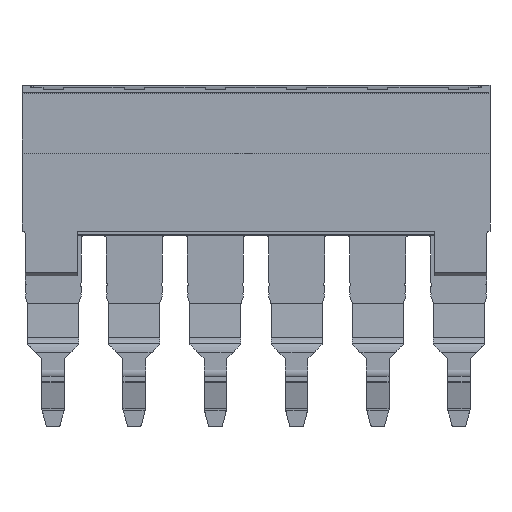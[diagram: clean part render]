
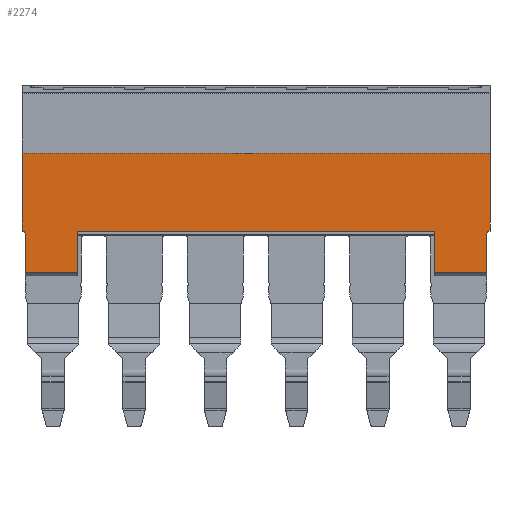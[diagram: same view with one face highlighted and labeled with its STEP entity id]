
A CAD part, front view. The second image highlights one B-rep face of the part: STEP entity #2274.
In plain terms, the highlighted planar face has unit normal (0, -1, 0).
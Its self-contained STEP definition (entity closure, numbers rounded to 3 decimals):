
#2188=AXIS2_PLACEMENT_3D('Plane Axis2P3D',#2185,#2186,#2187) ;
#2215=AXIS2_PLACEMENT_3D('Circle Axis2P3D',#2213,#2214,$) ;
#2241=AXIS2_PLACEMENT_3D('Circle Axis2P3D',#2239,#2240,$) ;
#1132=CARTESIAN_POINT('Vertex',(41.2,0.4,15.365)) ;
#1135=CARTESIAN_POINT('Line Origine',(41.2,0.4,17.454)) ;
#1139=CARTESIAN_POINT('Vertex',(41.2,0.4,19.544)) ;
#1286=CARTESIAN_POINT('Vertex',(5.5,0.4,19.544)) ;
#1289=CARTESIAN_POINT('Line Origine',(5.5,0.4,17.454)) ;
#1293=CARTESIAN_POINT('Vertex',(5.5,0.4,15.365)) ;
#1917=CARTESIAN_POINT('Line Origine',(23.35,0.4,19.544)) ;
#2170=CARTESIAN_POINT('Vertex',(46.4,0.4,15.365)) ;
#2173=CARTESIAN_POINT('Line Origine',(43.8,0.4,15.365)) ;
#2185=CARTESIAN_POINT('Axis2P3D Location',(3.1,0.4,27.315)) ;
#2190=CARTESIAN_POINT('Line Origine',(23.35,0.4,27.315)) ;
#2194=CARTESIAN_POINT('Vertex',(0.,0.4,27.315)) ;
#2196=CARTESIAN_POINT('Vertex',(46.7,0.4,27.315)) ;
#2199=CARTESIAN_POINT('Line Origine',(0.,0.4,23.429)) ;
#2203=CARTESIAN_POINT('Vertex',(0.,0.4,19.544)) ;
#2206=CARTESIAN_POINT('Line Origine',(0.05,0.4,19.544)) ;
#2210=CARTESIAN_POINT('Vertex',(0.1,0.4,19.544)) ;
#2213=CARTESIAN_POINT('Axis2P3D Location',(0.1,0.4,19.344)) ;
#2217=CARTESIAN_POINT('Vertex',(0.3,0.4,19.344)) ;
#2220=CARTESIAN_POINT('Line Origine',(0.3,0.4,17.354)) ;
#2224=CARTESIAN_POINT('Vertex',(0.3,0.4,15.365)) ;
#2227=CARTESIAN_POINT('Line Origine',(2.9,0.4,15.365)) ;
#2232=CARTESIAN_POINT('Line Origine',(46.4,0.4,17.354)) ;
#2236=CARTESIAN_POINT('Vertex',(46.4,0.4,19.344)) ;
#2239=CARTESIAN_POINT('Axis2P3D Location',(46.6,0.4,19.344)) ;
#2243=CARTESIAN_POINT('Vertex',(46.6,0.4,19.544)) ;
#2246=CARTESIAN_POINT('Line Origine',(46.65,0.4,19.544)) ;
#2250=CARTESIAN_POINT('Vertex',(46.7,0.4,19.544)) ;
#2253=CARTESIAN_POINT('Line Origine',(46.7,0.4,23.429)) ;
#1136=DIRECTION('Vector Direction',(0.,0.,1.)) ;
#1290=DIRECTION('Vector Direction',(0.,0.,1.)) ;
#1918=DIRECTION('Vector Direction',(1.,0.,0.)) ;
#2174=DIRECTION('Vector Direction',(1.,0.,0.)) ;
#2186=DIRECTION('Axis2P3D Direction',(0.,1.,0.)) ;
#2187=DIRECTION('Axis2P3D XDirection',(0.,0.,-1.)) ;
#2191=DIRECTION('Vector Direction',(1.,0.,0.)) ;
#2200=DIRECTION('Vector Direction',(0.,0.,-1.)) ;
#2207=DIRECTION('Vector Direction',(1.,0.,0.)) ;
#2214=DIRECTION('Axis2P3D Direction',(0.,1.,0.)) ;
#2221=DIRECTION('Vector Direction',(0.,0.,1.)) ;
#2228=DIRECTION('Vector Direction',(-1.,0.,0.)) ;
#2233=DIRECTION('Vector Direction',(0.,0.,1.)) ;
#2240=DIRECTION('Axis2P3D Direction',(0.,1.,0.)) ;
#2247=DIRECTION('Vector Direction',(-1.,0.,0.)) ;
#2254=DIRECTION('Vector Direction',(0.,0.,-1.)) ;
#1137=VECTOR('Line Direction',#1136,1.) ;
#1291=VECTOR('Line Direction',#1290,1.) ;
#1919=VECTOR('Line Direction',#1918,1.) ;
#2175=VECTOR('Line Direction',#2174,1.) ;
#2192=VECTOR('Line Direction',#2191,1.) ;
#2201=VECTOR('Line Direction',#2200,1.) ;
#2208=VECTOR('Line Direction',#2207,1.) ;
#2222=VECTOR('Line Direction',#2221,1.) ;
#2229=VECTOR('Line Direction',#2228,1.) ;
#2234=VECTOR('Line Direction',#2233,1.) ;
#2248=VECTOR('Line Direction',#2247,1.) ;
#2255=VECTOR('Line Direction',#2254,1.) ;
#2259=ORIENTED_EDGE('',*,*,#2198,.F.) ;
#2260=ORIENTED_EDGE('',*,*,#2205,.F.) ;
#2261=ORIENTED_EDGE('',*,*,#2212,.T.) ;
#2262=ORIENTED_EDGE('',*,*,#2219,.T.) ;
#2263=ORIENTED_EDGE('',*,*,#2226,.F.) ;
#2264=ORIENTED_EDGE('',*,*,#2231,.F.) ;
#2265=ORIENTED_EDGE('',*,*,#1295,.T.) ;
#2266=ORIENTED_EDGE('',*,*,#1921,.T.) ;
#2267=ORIENTED_EDGE('',*,*,#1141,.F.) ;
#2268=ORIENTED_EDGE('',*,*,#2177,.T.) ;
#2269=ORIENTED_EDGE('',*,*,#2238,.T.) ;
#2270=ORIENTED_EDGE('',*,*,#2245,.F.) ;
#2271=ORIENTED_EDGE('',*,*,#2252,.F.) ;
#2272=ORIENTED_EDGE('',*,*,#2257,.T.) ;
#2274=ADVANCED_FACE('58453_ZQV_6N_KU',(#2273),#2189,.F.) ;
#2216=CIRCLE('generated circle',#2215,0.2) ;
#2242=CIRCLE('generated circle',#2241,0.2) ;
#1141=EDGE_CURVE('',#1133,#1140,#1138,.T.) ;
#1295=EDGE_CURVE('',#1294,#1287,#1292,.T.) ;
#1921=EDGE_CURVE('',#1287,#1140,#1920,.T.) ;
#2177=EDGE_CURVE('',#1133,#2171,#2176,.T.) ;
#2198=EDGE_CURVE('',#2195,#2197,#2193,.T.) ;
#2205=EDGE_CURVE('',#2204,#2195,#2202,.F.) ;
#2212=EDGE_CURVE('',#2204,#2211,#2209,.T.) ;
#2219=EDGE_CURVE('',#2211,#2218,#2216,.T.) ;
#2226=EDGE_CURVE('',#2225,#2218,#2223,.T.) ;
#2231=EDGE_CURVE('',#1294,#2225,#2230,.T.) ;
#2238=EDGE_CURVE('',#2171,#2237,#2235,.T.) ;
#2245=EDGE_CURVE('',#2244,#2237,#2242,.F.) ;
#2252=EDGE_CURVE('',#2251,#2244,#2249,.T.) ;
#2257=EDGE_CURVE('',#2251,#2197,#2256,.F.) ;
#2258=EDGE_LOOP('',(#2259,#2260,#2261,#2262,#2263,#2264,#2265,#2266,#2267,#2268,#2269,#2270,#2271,#2272)) ;
#2273=FACE_OUTER_BOUND('',#2258,.T.) ;
#1138=LINE('Line',#1135,#1137) ;
#1292=LINE('Line',#1289,#1291) ;
#1920=LINE('Line',#1917,#1919) ;
#2176=LINE('Line',#2173,#2175) ;
#2193=LINE('Line',#2190,#2192) ;
#2202=LINE('Line',#2199,#2201) ;
#2209=LINE('Line',#2206,#2208) ;
#2223=LINE('Line',#2220,#2222) ;
#2230=LINE('Line',#2227,#2229) ;
#2235=LINE('Line',#2232,#2234) ;
#2249=LINE('Line',#2246,#2248) ;
#2256=LINE('Line',#2253,#2255) ;
#2189=PLANE('',#2188) ;
#1133=VERTEX_POINT('',#1132) ;
#1140=VERTEX_POINT('',#1139) ;
#1287=VERTEX_POINT('',#1286) ;
#1294=VERTEX_POINT('',#1293) ;
#2171=VERTEX_POINT('',#2170) ;
#2195=VERTEX_POINT('',#2194) ;
#2197=VERTEX_POINT('',#2196) ;
#2204=VERTEX_POINT('',#2203) ;
#2211=VERTEX_POINT('',#2210) ;
#2218=VERTEX_POINT('',#2217) ;
#2225=VERTEX_POINT('',#2224) ;
#2237=VERTEX_POINT('',#2236) ;
#2244=VERTEX_POINT('',#2243) ;
#2251=VERTEX_POINT('',#2250) ;
